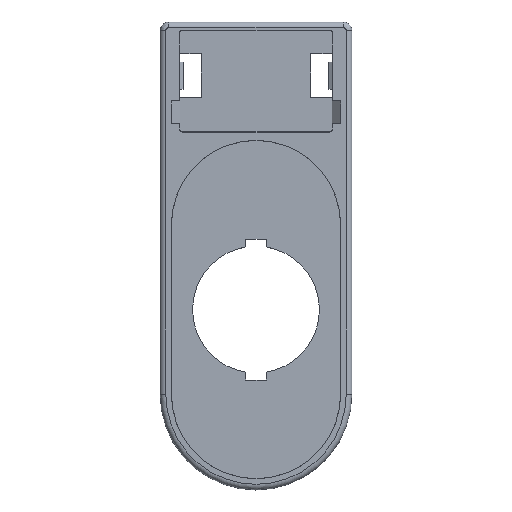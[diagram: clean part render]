
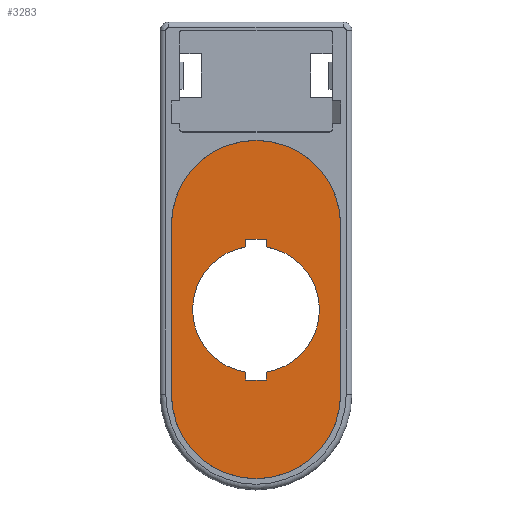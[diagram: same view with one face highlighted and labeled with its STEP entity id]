
A CAD part, top view. The second image highlights one B-rep face of the part: STEP entity #3283.
In plain terms, the highlighted planar face has unit normal (0, 0, 1).
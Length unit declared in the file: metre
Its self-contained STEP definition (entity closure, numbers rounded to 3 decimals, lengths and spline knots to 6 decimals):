
#1143=DIRECTION('',(0.,1.,0.));
#1144=VECTOR('',#1143,0.001395);
#1145=CARTESIAN_POINT('',(-0.0018,0.026105,0.001));
#1146=LINE('',#1145,#1144);
#1150=CARTESIAN_POINT('',(0.,0.015,0.001));
#1151=DIRECTION('',(0.,0.,-1.));
#1152=DIRECTION('',(-1.,0.,0.));
#1153=AXIS2_PLACEMENT_3D('',#1150,#1151,#1152);
#1158=CARTESIAN_POINT('',(0.,0.015,0.001));
#1159=DIRECTION('',(0.,0.,-1.));
#1160=DIRECTION('',(-0.16,-0.987,0.));
#1161=AXIS2_PLACEMENT_3D('',#1158,#1159,#1160);
#1166=DIRECTION('',(0.,1.,0.));
#1167=VECTOR('',#1166,0.001395);
#1168=CARTESIAN_POINT('',(-0.0018,0.0025,0.001));
#1169=LINE('',#1168,#1167);
#1173=DIRECTION('',(-1.,0.,0.));
#1174=VECTOR('',#1173,0.0036);
#1175=CARTESIAN_POINT('',(0.0018,0.0025,0.001));
#1176=LINE('',#1175,#1174);
#1180=DIRECTION('',(0.,-1.,0.));
#1181=VECTOR('',#1180,0.001395);
#1182=CARTESIAN_POINT('',(0.0018,0.003895,0.001));
#1183=LINE('',#1182,#1181);
#1187=CARTESIAN_POINT('',(0.,0.015,0.001));
#1188=DIRECTION('',(0.,0.,-1.));
#1189=DIRECTION('',(1.,0.,0.));
#1190=AXIS2_PLACEMENT_3D('',#1187,#1188,#1189);
#1195=CARTESIAN_POINT('',(0.,0.015,0.001));
#1196=DIRECTION('',(0.,0.,-1.));
#1197=DIRECTION('',(0.16,0.987,0.));
#1198=AXIS2_PLACEMENT_3D('',#1195,#1196,#1197);
#1203=DIRECTION('',(0.,-1.,0.));
#1204=VECTOR('',#1203,0.001395);
#1205=CARTESIAN_POINT('',(0.0018,0.0275,0.001));
#1206=LINE('',#1205,#1204);
#1210=DIRECTION('',(1.,0.,0.));
#1211=VECTOR('',#1210,0.0036);
#1212=CARTESIAN_POINT('',(-0.0018,0.0275,0.001));
#1213=LINE('',#1212,#1211);
#1217=CARTESIAN_POINT('',(0.,0.03,0.001));
#1218=DIRECTION('',(0.,0.,1.));
#1219=DIRECTION('',(1.,0.,0.));
#1220=AXIS2_PLACEMENT_3D('',#1217,#1218,#1219);
#1225=CARTESIAN_POINT('',(0.,0.,0.001));
#1226=DIRECTION('',(0.,0.,1.));
#1227=DIRECTION('',(-1.,0.,0.));
#1228=AXIS2_PLACEMENT_3D('',#1225,#1226,#1227);
#1331=DIRECTION('',(0.,1.,0.));
#1332=VECTOR('',#1331,0.03);
#1333=CARTESIAN_POINT('',(-0.015,0.,0.001));
#1334=LINE('',#1333,#1332);
#1359=DIRECTION('',(0.,-1.,0.));
#1360=VECTOR('',#1359,0.03);
#1361=CARTESIAN_POINT('',(0.015,0.03,0.001));
#1362=LINE('',#1361,#1360);
#2042=CARTESIAN_POINT('',(0.015,0.,0.001));
#2044=VERTEX_POINT('',#2042);
#2077=CARTESIAN_POINT('',(0.0018,0.0275,0.001));
#2078=VERTEX_POINT('',#2077);
#2165=CARTESIAN_POINT('',(-0.01125,0.015,0.001));
#2166=CARTESIAN_POINT('',(-0.0018,0.026105,0.001));
#2167=VERTEX_POINT('',#2165);
#2168=VERTEX_POINT('',#2166);
#2169=CARTESIAN_POINT('',(-0.0018,0.003895,0.001));
#2170=VERTEX_POINT('',#2169);
#2171=CARTESIAN_POINT('',(0.01125,0.015,0.001));
#2172=CARTESIAN_POINT('',(0.0018,0.003895,0.001));
#2173=VERTEX_POINT('',#2171);
#2174=VERTEX_POINT('',#2172);
#2175=CARTESIAN_POINT('',(0.0018,0.026105,0.001));
#2176=VERTEX_POINT('',#2175);
#2177=CARTESIAN_POINT('',(0.015,0.03,0.001));
#2178=CARTESIAN_POINT('',(-0.015,0.03,0.001));
#2179=VERTEX_POINT('',#2177);
#2180=VERTEX_POINT('',#2178);
#2181=CARTESIAN_POINT('',(-0.015,0.,0.001));
#2182=VERTEX_POINT('',#2181);
#2283=CARTESIAN_POINT('',(0.0018,0.0025,0.001));
#2284=VERTEX_POINT('',#2283);
#2285=CARTESIAN_POINT('',(-0.0018,0.0025,0.001));
#2286=VERTEX_POINT('',#2285);
#2287=CARTESIAN_POINT('',(-0.0018,0.0275,0.001));
#2288=VERTEX_POINT('',#2287);
#3247=CARTESIAN_POINT('',(-0.0156,-0.016215,0.001));
#3248=DIRECTION('',(0.,0.,1.));
#3249=DIRECTION('',(1.,0.,0.));
#3250=AXIS2_PLACEMENT_3D('',#3247,#3248,#3249);
#3251=PLANE('',#3250);
#3253=ORIENTED_EDGE('',*,*,#3252,.F.);
#3255=ORIENTED_EDGE('',*,*,#3254,.T.);
#3257=ORIENTED_EDGE('',*,*,#3256,.F.);
#3259=ORIENTED_EDGE('',*,*,#3258,.T.);
#3260=EDGE_LOOP('',(#3253,#3255,#3257,#3259));
#3261=FACE_OUTER_BOUND('',#3260,.F.);
#3262=ORIENTED_EDGE('',*,*,#3230,.F.);
#3264=ORIENTED_EDGE('',*,*,#3263,.F.);
#3266=ORIENTED_EDGE('',*,*,#3265,.F.);
#3268=ORIENTED_EDGE('',*,*,#3267,.F.);
#3270=ORIENTED_EDGE('',*,*,#3269,.F.);
#3272=ORIENTED_EDGE('',*,*,#3271,.F.);
#3274=ORIENTED_EDGE('',*,*,#3273,.F.);
#3276=ORIENTED_EDGE('',*,*,#3275,.F.);
#3278=ORIENTED_EDGE('',*,*,#3277,.F.);
#3280=ORIENTED_EDGE('',*,*,#3279,.F.);
#3281=EDGE_LOOP('',(#3262,#3264,#3266,#3268,#3270,#3272,#3274,#3276,#3278,
#3280));
#3282=FACE_BOUND('',#3281,.F.);
#1154=CIRCLE('',#1153,0.01125);
#1162=CIRCLE('',#1161,0.01125);
#1191=CIRCLE('',#1190,0.01125);
#1199=CIRCLE('',#1198,0.01125);
#1221=CIRCLE('',#1220,0.015);
#1229=CIRCLE('',#1228,0.015);
#3230=EDGE_CURVE('',#2168,#2288,#1146,.T.);
#3252=EDGE_CURVE('',#2179,#2180,#1221,.T.);
#3254=EDGE_CURVE('',#2179,#2044,#1362,.T.);
#3256=EDGE_CURVE('',#2182,#2044,#1229,.T.);
#3258=EDGE_CURVE('',#2182,#2180,#1334,.T.);
#3263=EDGE_CURVE('',#2167,#2168,#1154,.T.);
#3265=EDGE_CURVE('',#2170,#2167,#1162,.T.);
#3267=EDGE_CURVE('',#2286,#2170,#1169,.T.);
#3269=EDGE_CURVE('',#2284,#2286,#1176,.T.);
#3271=EDGE_CURVE('',#2174,#2284,#1183,.T.);
#3273=EDGE_CURVE('',#2173,#2174,#1191,.T.);
#3275=EDGE_CURVE('',#2176,#2173,#1199,.T.);
#3277=EDGE_CURVE('',#2078,#2176,#1206,.T.);
#3279=EDGE_CURVE('',#2288,#2078,#1213,.T.);
#3283=ADVANCED_FACE('',(#3261,#3282),#3251,.T.);
